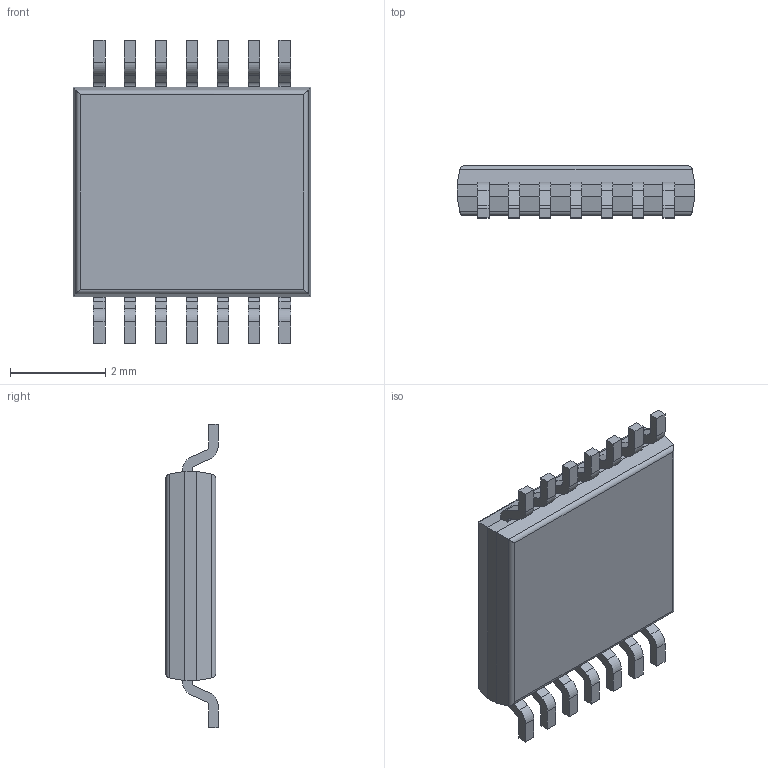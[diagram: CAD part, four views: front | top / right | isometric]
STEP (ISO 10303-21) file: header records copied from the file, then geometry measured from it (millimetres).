
FILE_DESCRIPTION (( 'STEP AP214' ), '1' );
FILE_NAME ( 'SOP14P65_500X637X110L60X24.STEP', '2018-08-29T16:21:27', ( '' ), ( '' ), '', '©2017 PCB Libraries, Inc.', '' );
FILE_SCHEMA (( 'AUTOMOTIVE_DESIGN' ));
Length unit declared in the file: millimetre
Products named in the file (1): SOP14P65_500X637X110L60X24
Bounding box: 5 x 1.1 x 6.38 mm (x, y, z)
Volume: 23.4 mm3; surface area: 77.5 mm2
Topology: 15 solids, 15 shells, 221 faces, 554 edges, 364 vertices
Faces by surface type: plane 155, cylinder 64, torus 2
Entity records: 7379 total; most frequent: CARTESIAN_POINT 1164, DIRECTION 1108, ORIENTED_EDGE 1108, EDGE_CURVE 554, VECTOR 428, LINE 428, VERTEX_POINT 364, AXIS2_PLACEMENT_3D 340
